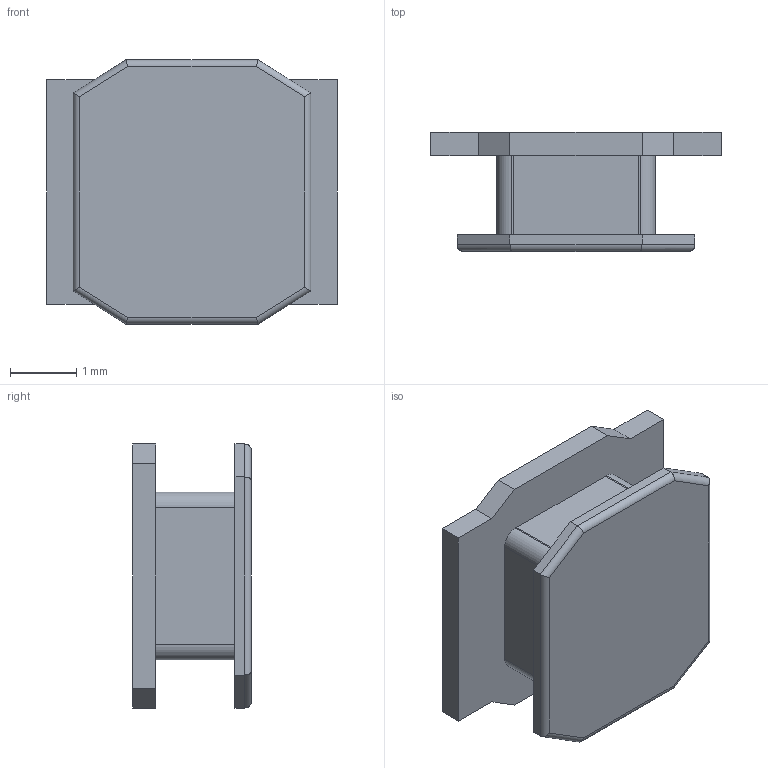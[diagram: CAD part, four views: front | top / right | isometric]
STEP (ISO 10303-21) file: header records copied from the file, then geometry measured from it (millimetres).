
FILE_DESCRIPTION(('STEP AP242'),'1');
FILE_NAME('srn4018-2r2m.stp','2023-01-12T16:49:09',('TraceParts'),('TraceParts S.A.'),'Spatial InterOp 3D',' ',' ');
FILE_SCHEMA(('AP242_MANAGED_MODEL_BASED_3D_ENGINEERING_MIM_LF {1 0 10303 442 1 1 4}'));
Length unit declared in the file: millimetre
Products named in the file (1): srn4018-2r2m
Bounding box: 4.4 x 1.8 x 4 mm (x, y, z)
Volume: 16.4 mm3; surface area: 67.8 mm2
Topology: 1 solids, 1 shells, 44 faces, 112 edges, 72 vertices
Faces by surface type: plane 28, cylinder 16
Entity records: 1395 total; most frequent: CARTESIAN_POINT 317, ORIENTED_EDGE 224, DIRECTION 210, EDGE_CURVE 112, LINE 88, VECTOR 88, VERTEX_POINT 72, AXIS2_PLACEMENT_3D 61
